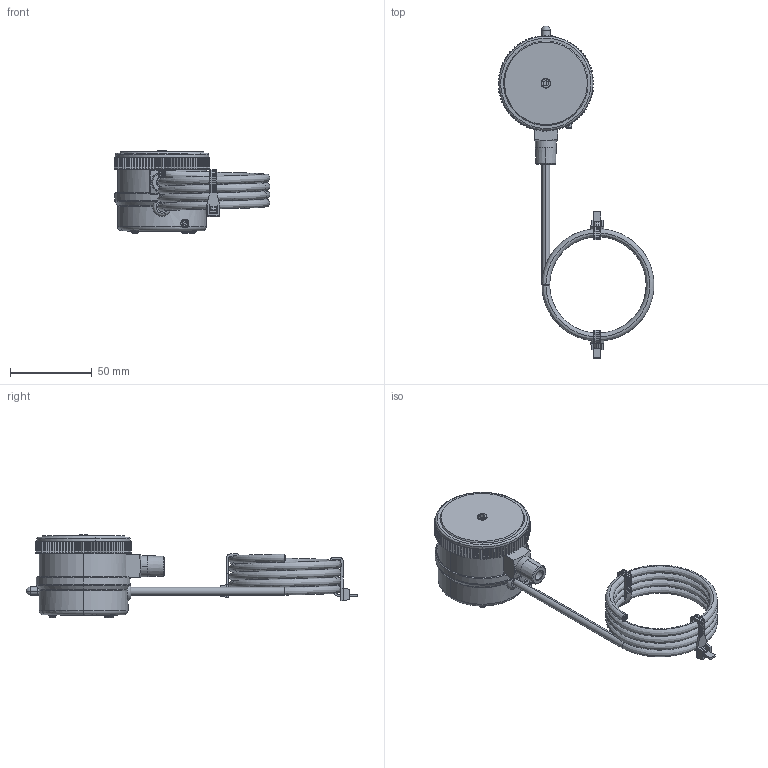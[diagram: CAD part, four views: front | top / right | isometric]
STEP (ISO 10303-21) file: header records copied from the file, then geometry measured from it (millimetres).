
FILE_DESCRIPTION (( 'STEP AP203' ), '1' );
FILE_NAME ('ISP122-PSI_BAR-NPT-1-A.STEP', '2017-06-05T17:15:09', ( 'mrutkowski' ), ( 'Hewlett-Packard Company' ), 'SwSTEP 2.0', 'SolidWorks 2014', '' );
FILE_SCHEMA (( 'CONFIG_CONTROL_DESIGN' ));
Length unit declared in the file: inch
Products named in the file (1): ISP122-PSI_BAR-NPT-1-A
Bounding box: 95.02 x 202.56 x 51.24 mm (x, y, z)
Surface area: 37238.5 mm2 (no closed solid volume)
Topology: 0 solids, 33 shells, 884 faces, 3062 edges, 2085 vertices
Faces by surface type: plane 621, cylinder 157, torus 46, cone 41, bspline 11, sphere 8
Entity records: 35989 total; most frequent: CARTESIAN_POINT 10020, DIRECTION 5274, ORIENTED_EDGE 5072, EDGE_CURVE 3062, VERTEX_POINT 2085, LINE 1860, VECTOR 1860, AXIS2_PLACEMENT_3D 1707
